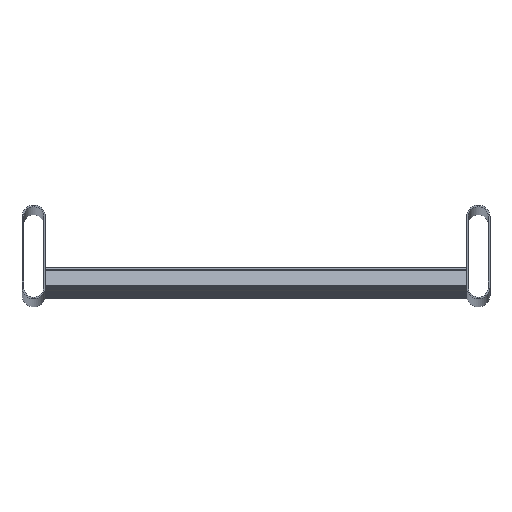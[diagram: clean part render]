
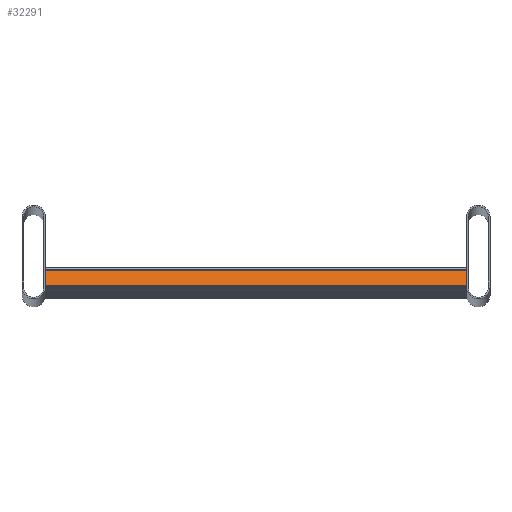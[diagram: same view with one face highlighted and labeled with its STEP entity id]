
A CAD part, top view. The second image highlights one B-rep face of the part: STEP entity #32291.
In plain terms, the highlighted planar face has unit normal (0, 0.314, 0.949).
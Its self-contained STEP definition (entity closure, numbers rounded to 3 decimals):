
#345 = EDGE_CURVE ( 'NONE', #4946, #17204, #493, .T. ) ;
#493 = LINE ( 'NONE', #30120, #15093 ) ;
#1219 = VECTOR ( 'NONE', #4880, 1000. ) ;
#2087 = CARTESIAN_POINT ( 'NONE',  ( 135., -21.715, 1389.374 ) ) ;
#3234 = DIRECTION ( 'NONE',  ( 0., 0.314, 0.949 ) ) ;
#3561 = EDGE_CURVE ( 'NONE', #7765, #32837, #5449, .T. ) ;
#3905 = AXIS2_PLACEMENT_3D ( 'NONE', #11418, #3234, #22370 ) ;
#4880 = DIRECTION ( 'NONE',  ( -1., 0., 0. ) ) ;
#4946 = VERTEX_POINT ( 'NONE', #5147 ) ;
#5147 = CARTESIAN_POINT ( 'NONE',  ( 135., -21.715, 1389.374 ) ) ;
#5197 = FACE_OUTER_BOUND ( 'NONE', #28572, .T. ) ;
#5449 = LINE ( 'NONE', #27695, #33869 ) ;
#7765 = VERTEX_POINT ( 'NONE', #16200 ) ;
#8036 = DIRECTION ( 'NONE',  ( -1., 0., 0. ) ) ;
#10184 = DIRECTION ( 'NONE',  ( 0., 0.949, -0.314 ) ) ;
#10432 = LINE ( 'NONE', #24387, #26494 ) ;
#10990 = CARTESIAN_POINT ( 'NONE',  ( -135., -11.715, 1386.067 ) ) ;
#11418 = CARTESIAN_POINT ( 'NONE',  ( 135., -11.715, 1386.067 ) ) ;
#13723 = CARTESIAN_POINT ( 'NONE',  ( 135., -11.715, 1386.067 ) ) ;
#15093 = VECTOR ( 'NONE', #30094, 1000. ) ;
#15856 = LINE ( 'NONE', #2087, #1219 ) ;
#16200 = CARTESIAN_POINT ( 'NONE',  ( -135., -21.715, 1389.374 ) ) ;
#16940 = PLANE ( 'NONE',  #3905 ) ;
#17204 = VERTEX_POINT ( 'NONE', #13723 ) ;
#17665 = ORIENTED_EDGE ( 'NONE', *, *, #22989, .T. ) ;
#19385 = EDGE_CURVE ( 'NONE', #4946, #7765, #15856, .T. ) ;
#20739 = ORIENTED_EDGE ( 'NONE', *, *, #345, .T. ) ;
#22370 = DIRECTION ( 'NONE',  ( 0., -0.949, 0.314 ) ) ;
#22989 = EDGE_CURVE ( 'NONE', #17204, #32837, #10432, .T. ) ;
#23719 = ORIENTED_EDGE ( 'NONE', *, *, #19385, .F. ) ;
#24387 = CARTESIAN_POINT ( 'NONE',  ( 135., -11.715, 1386.067 ) ) ;
#26494 = VECTOR ( 'NONE', #8036, 1000. ) ;
#27695 = CARTESIAN_POINT ( 'NONE',  ( -135., -11.715, 1386.067 ) ) ;
#28572 = EDGE_LOOP ( 'NONE', ( #33816, #23719, #20739, #17665 ) ) ;
#30094 = DIRECTION ( 'NONE',  ( 0., 0.949, -0.314 ) ) ;
#30120 = CARTESIAN_POINT ( 'NONE',  ( 135., -11.715, 1386.067 ) ) ;
#32291 = ADVANCED_FACE ( 'NONE', ( #5197 ), #16940, .T. ) ;
#32837 = VERTEX_POINT ( 'NONE', #10990 ) ;
#33816 = ORIENTED_EDGE ( 'NONE', *, *, #3561, .F. ) ;
#33869 = VECTOR ( 'NONE', #10184, 1000. ) ;
